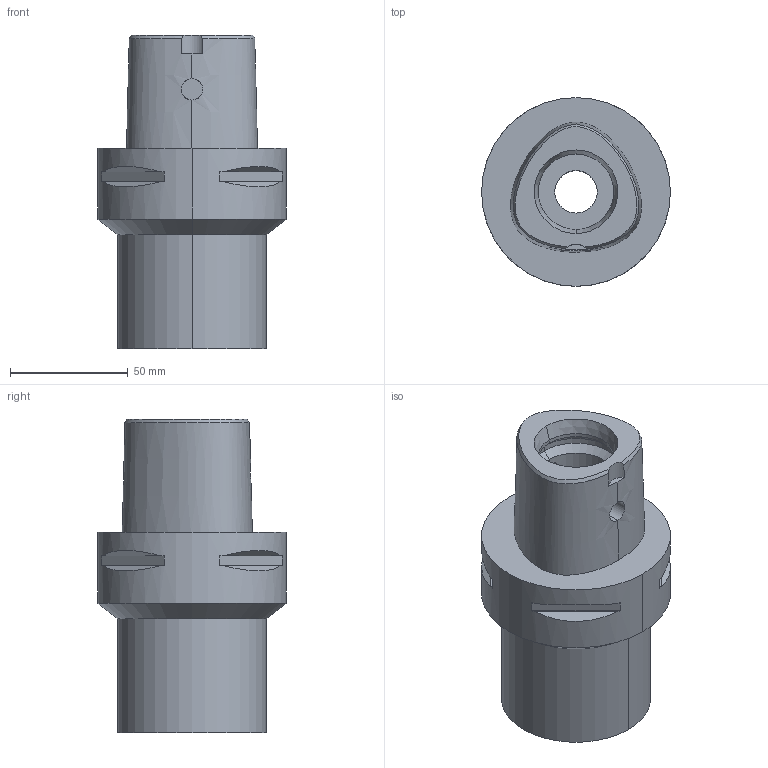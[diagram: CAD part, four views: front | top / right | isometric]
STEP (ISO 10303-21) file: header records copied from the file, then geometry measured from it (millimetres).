
FILE_DESCRIPTION((''),'2;1');
FILE_NAME('C8-C6-85','2019-02-08T',('ykawabe'),(''),'CREO PARAMETRIC BY PTC INC, 2016380','CREO PARAMETRIC BY PTC INC, 2016380','');
FILE_SCHEMA(('AUTOMOTIVE_DESIGN { 1 0 10303 214 1 1 1 1 }'));
Length unit declared in the file: millimetre
Products named in the file (1): C8-C6-85
Bounding box: 80 x 80 x 133 mm (x, y, z)
Volume: 320105.4 mm3; surface area: 49242.7 mm2
Topology: 1 solids, 1 shells, 61 faces, 138 edges, 85 vertices
Faces by surface type: plane 28, cylinder 19, bspline 6, cone 6, torus 2
Entity records: 3679 total; most frequent: CARTESIAN_POINT 1783, DIRECTION 280, ORIENTED_EDGE 276, PRESENTATION_STYLE_ASSIGNMENT 143, STYLED_ITEM 143, CURVE_STYLE 142, EDGE_CURVE 138, AXIS2_PLACEMENT_3D 112
